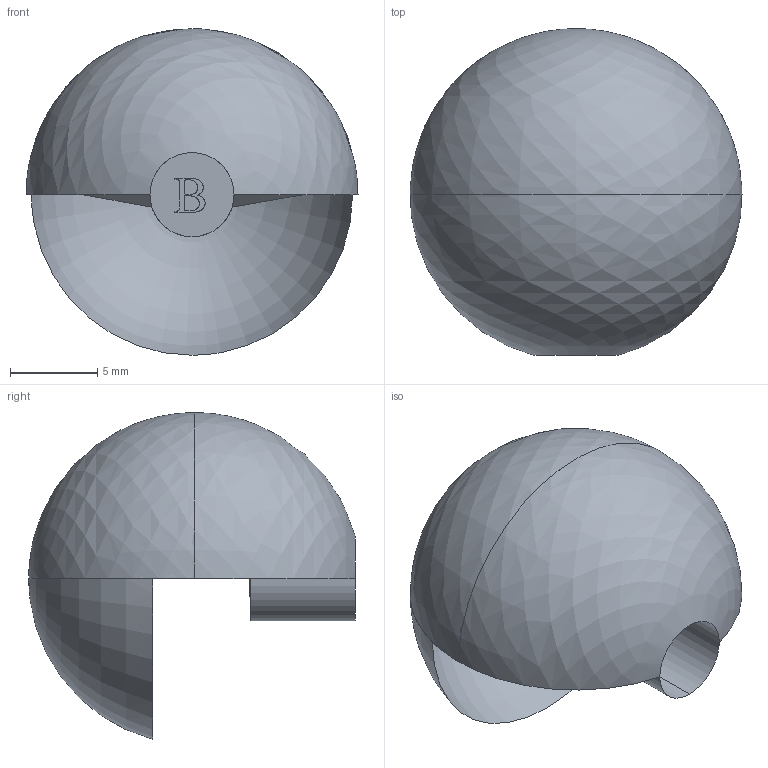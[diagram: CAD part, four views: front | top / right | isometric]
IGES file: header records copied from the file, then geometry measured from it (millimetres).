
Start section: SolidWorks IGES file using analytic representation for surfaces
Global section: file name: 750-B-T.IGS; native system: SolidWorks 2006 by SolidWorks Corporation; preprocessor: SolidWorks 2006 by SolidWorks Corporation; author: rvillegas; date: 080910.202140; units: inch
Bounding box: 19.05 x 18.74 x 18.73 mm (x, y, z)
Surface area: 1166.3 mm2 (no closed solid volume)
Topology: 0 solids, 0 shells, 35 faces, 414 edges, 413 vertices
Faces by surface type: bspline 31, revolution 4
